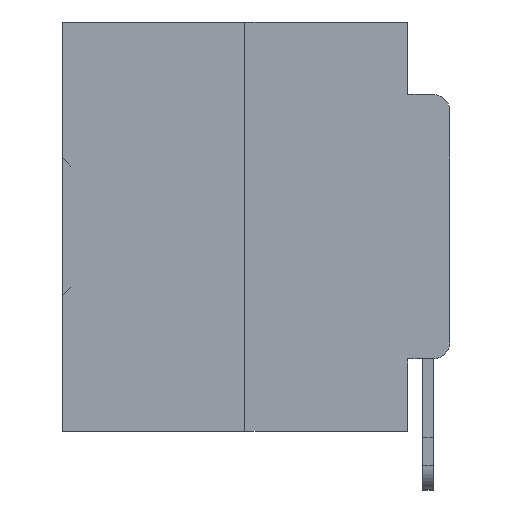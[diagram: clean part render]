
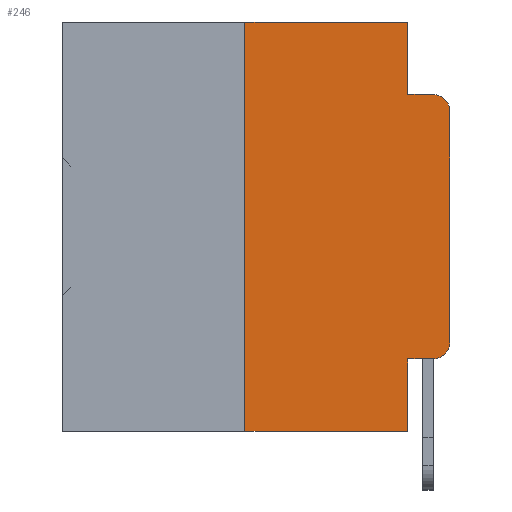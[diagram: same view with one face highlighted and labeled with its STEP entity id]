
A CAD part, left-side view. The second image highlights one B-rep face of the part: STEP entity #246.
In plain terms, the highlighted planar face has unit normal (-1, 0, 0).
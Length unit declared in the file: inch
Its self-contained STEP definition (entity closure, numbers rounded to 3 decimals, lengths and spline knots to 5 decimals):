
#246 = ADVANCED_FACE ( 'NONE', ( #16569 ), #26399, .F. ) ;
#641 = EDGE_CURVE ( 'NONE', #3035, #34085, #37698, .T. ) ;
#1494 = CARTESIAN_POINT ( 'NONE',  ( 0., 0.051, -0.5 ) ) ;
#1558 = VERTEX_POINT ( 'NONE', #3728 ) ;
#1589 = ORIENTED_EDGE ( 'NONE', *, *, #34346, .F. ) ;
#1796 = DIRECTION ( 'NONE',  ( 0., -1., 0. ) ) ;
#2212 = EDGE_CURVE ( 'NONE', #34085, #37642, #5816, .T. ) ;
#2665 = ORIENTED_EDGE ( 'NONE', *, *, #641, .T. ) ;
#2928 = CARTESIAN_POINT ( 'NONE',  ( 0., 0.473, 0. ) ) ;
#2963 = CARTESIAN_POINT ( 'NONE',  ( 0., 0.02, -0.4115 ) ) ;
#3035 = VERTEX_POINT ( 'NONE', #36766 ) ;
#3728 = CARTESIAN_POINT ( 'NONE',  ( 0., 0.051, -0.4115 ) ) ;
#4646 = AXIS2_PLACEMENT_3D ( 'NONE', #2928, #23561, #26532 ) ;
#5164 = AXIS2_PLACEMENT_3D ( 'NONE', #14390, #25996, #19767 ) ;
#5816 = CIRCLE ( 'NONE', #7990, 0.02 ) ;
#6716 = EDGE_CURVE ( 'NONE', #26700, #11708, #14379, .T. ) ;
#7230 = EDGE_CURVE ( 'NONE', #8463, #3035, #12494, .T. ) ;
#7478 = EDGE_CURVE ( 'NONE', #11708, #37642, #32793, .T. ) ;
#7990 = AXIS2_PLACEMENT_3D ( 'NONE', #31376, #36214, #10729 ) ;
#8463 = VERTEX_POINT ( 'NONE', #2963 ) ;
#9533 = EDGE_LOOP ( 'NONE', ( #2665, #26324, #34858, #24351, #1589, #12727, #16277, #18188, #21777, #23196 ) ) ;
#10369 = CARTESIAN_POINT ( 'NONE',  ( 0., 0.051, -0.0885 ) ) ;
#10624 = CARTESIAN_POINT ( 'NONE',  ( 0., 0., 0. ) ) ;
#10729 = DIRECTION ( 'NONE',  ( 0., 0., -1. ) ) ;
#11055 = CARTESIAN_POINT ( 'NONE',  ( 0., 0.051, 0. ) ) ;
#11708 = VERTEX_POINT ( 'NONE', #10369 ) ;
#12494 = CIRCLE ( 'NONE', #5164, 0.02 ) ;
#12727 = ORIENTED_EDGE ( 'NONE', *, *, #24341, .F. ) ;
#13218 = VECTOR ( 'NONE', #20560, 39.37008 ) ;
#14301 = EDGE_CURVE ( 'NONE', #14646, #32015, #26777, .T. ) ;
#14306 = VECTOR ( 'NONE', #35842, 39.37008 ) ;
#14379 = LINE ( 'NONE', #11055, #20837 ) ;
#14390 = CARTESIAN_POINT ( 'NONE',  ( 0., 0.02, -0.3915 ) ) ;
#14646 = VERTEX_POINT ( 'NONE', #17490 ) ;
#16277 = ORIENTED_EDGE ( 'NONE', *, *, #14301, .T. ) ;
#16555 = DIRECTION ( 'NONE',  ( 0., 0., 1. ) ) ;
#16569 = FACE_OUTER_BOUND ( 'NONE', #9533, .T. ) ;
#17056 = VECTOR ( 'NONE', #1796, 39.37008 ) ;
#17490 = CARTESIAN_POINT ( 'NONE',  ( 0., 0.25, -0.5 ) ) ;
#17520 = CARTESIAN_POINT ( 'NONE',  ( 0., 0.25, 0. ) ) ;
#17951 = CARTESIAN_POINT ( 'NONE',  ( 0., 0.051, 0. ) ) ;
#18188 = ORIENTED_EDGE ( 'NONE', *, *, #31790, .F. ) ;
#18451 = LINE ( 'NONE', #27171, #25392 ) ;
#19555 = CARTESIAN_POINT ( 'NONE',  ( 0., 0.473, -0.5 ) ) ;
#19577 = VECTOR ( 'NONE', #35417, 39.37008 ) ;
#19767 = DIRECTION ( 'NONE',  ( 0., 0., -1. ) ) ;
#20354 = CARTESIAN_POINT ( 'NONE',  ( 0., 0.473, 0. ) ) ;
#20560 = DIRECTION ( 'NONE',  ( 0., 0., 1. ) ) ;
#20837 = VECTOR ( 'NONE', #28595, 39.37008 ) ;
#21502 = EDGE_CURVE ( 'NONE', #1558, #8463, #31372, .T. ) ;
#21777 = ORIENTED_EDGE ( 'NONE', *, *, #21502, .T. ) ;
#22443 = LINE ( 'NONE', #34992, #13218 ) ;
#23196 = ORIENTED_EDGE ( 'NONE', *, *, #7230, .T. ) ;
#23561 = DIRECTION ( 'NONE',  ( 1., 0., 0. ) ) ;
#24177 = CARTESIAN_POINT ( 'NONE',  ( 0., 0.051, -0.0885 ) ) ;
#24341 = EDGE_CURVE ( 'NONE', #14646, #32894, #22443, .T. ) ;
#24351 = ORIENTED_EDGE ( 'NONE', *, *, #6716, .F. ) ;
#25392 = VECTOR ( 'NONE', #27420, 39.37008 ) ;
#25996 = DIRECTION ( 'NONE',  ( -1., 0., 0. ) ) ;
#26245 = VECTOR ( 'NONE', #16555, 39.37008 ) ;
#26324 = ORIENTED_EDGE ( 'NONE', *, *, #2212, .T. ) ;
#26399 = PLANE ( 'NONE',  #4646 ) ;
#26532 = DIRECTION ( 'NONE',  ( 0., 0., -1. ) ) ;
#26700 = VERTEX_POINT ( 'NONE', #17951 ) ;
#26777 = LINE ( 'NONE', #19555, #17056 ) ;
#27149 = DIRECTION ( 'NONE',  ( 0., -1., 0. ) ) ;
#27171 = CARTESIAN_POINT ( 'NONE',  ( 0., 0.051, 0. ) ) ;
#27420 = DIRECTION ( 'NONE',  ( 0., 0., -1. ) ) ;
#28595 = DIRECTION ( 'NONE',  ( 0., 0., -1. ) ) ;
#28648 = VECTOR ( 'NONE', #27149, 39.37008 ) ;
#29288 = LINE ( 'NONE', #20354, #19577 ) ;
#30074 = CARTESIAN_POINT ( 'NONE',  ( 0., 0.051, -0.4115 ) ) ;
#31372 = LINE ( 'NONE', #30074, #14306 ) ;
#31376 = CARTESIAN_POINT ( 'NONE',  ( 0., 0.02, -0.1085 ) ) ;
#31790 = EDGE_CURVE ( 'NONE', #1558, #32015, #18451, .T. ) ;
#32015 = VERTEX_POINT ( 'NONE', #1494 ) ;
#32793 = LINE ( 'NONE', #24177, #28648 ) ;
#32894 = VERTEX_POINT ( 'NONE', #17520 ) ;
#34085 = VERTEX_POINT ( 'NONE', #36687 ) ;
#34346 = EDGE_CURVE ( 'NONE', #32894, #26700, #29288, .T. ) ;
#34858 = ORIENTED_EDGE ( 'NONE', *, *, #7478, .F. ) ;
#34992 = CARTESIAN_POINT ( 'NONE',  ( 0., 0.25, 0. ) ) ;
#35417 = DIRECTION ( 'NONE',  ( 0., -1., 0. ) ) ;
#35842 = DIRECTION ( 'NONE',  ( 0., -1., 0. ) ) ;
#36214 = DIRECTION ( 'NONE',  ( -1., 0., 0. ) ) ;
#36597 = CARTESIAN_POINT ( 'NONE',  ( 0., 0.02, -0.0885 ) ) ;
#36687 = CARTESIAN_POINT ( 'NONE',  ( 0., 0., -0.1085 ) ) ;
#36766 = CARTESIAN_POINT ( 'NONE',  ( 0., 0., -0.3915 ) ) ;
#37642 = VERTEX_POINT ( 'NONE', #36597 ) ;
#37698 = LINE ( 'NONE', #10624, #26245 ) ;
